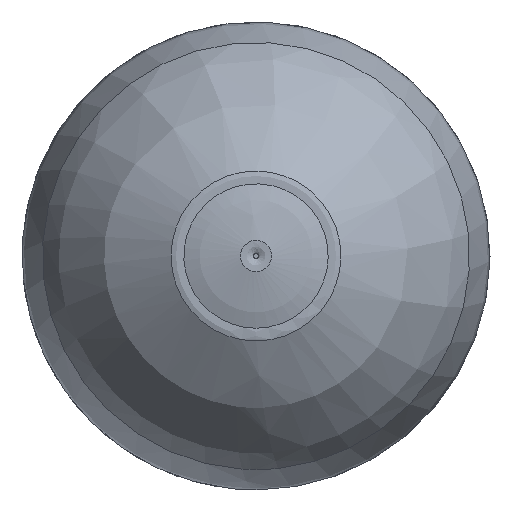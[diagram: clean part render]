
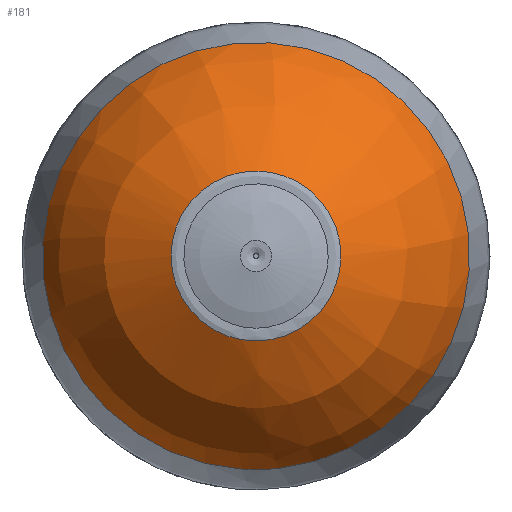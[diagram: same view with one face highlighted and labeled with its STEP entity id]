
A CAD part, left-side view. The second image highlights one B-rep face of the part: STEP entity #181.
In plain terms, the highlighted face is a revolution surface.
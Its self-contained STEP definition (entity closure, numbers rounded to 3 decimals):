
#59=SURFACE_OF_REVOLUTION('',#79,#74);
#74=AXIS1_PLACEMENT('',#624,#495);
#79=(
BOUNDED_CURVE()
B_SPLINE_CURVE(3,(#619,#620,#621,#622,#623),.UNSPECIFIED.,.F.,.F.)
B_SPLINE_CURVE_WITH_KNOTS((4,1,4),(0.,0.75,1.),.UNSPECIFIED.)
CURVE()
GEOMETRIC_REPRESENTATION_ITEM()
RATIONAL_B_SPLINE_CURVE((0.55,0.5,0.483,0.533,
0.55))
REPRESENTATION_ITEM('')
);
#153=FACE_BOUND('',#233,.T.);
#154=FACE_BOUND('',#234,.T.);
#181=ADVANCED_FACE('',(#153,#154),#59,.T.);
#233=EDGE_LOOP('',(#283));
#234=EDGE_LOOP('',(#284));
#283=ORIENTED_EDGE('',*,*,#336,.T.);
#284=ORIENTED_EDGE('',*,*,#323,.T.);
#298=VERTEX_POINT('',#532);
#311=VERTEX_POINT('',#618);
#323=EDGE_CURVE('',#298,#298,#348,.T.);
#336=EDGE_CURVE('',#311,#311,#361,.T.);
#348=CIRCLE('',#385,11.409);
#361=CIRCLE('',#400,4.539);
#385=AXIS2_PLACEMENT_3D('',#531,#447,#448);
#400=AXIS2_PLACEMENT_3D('',#617,#493,#494);
#447=DIRECTION('',(-1.,0.,0.));
#448=DIRECTION('',(0.,0.,-1.));
#493=DIRECTION('',(1.,0.,0.));
#494=DIRECTION('',(0.,0.,-1.));
#495=DIRECTION('',(1.,0.,0.));
#531=CARTESIAN_POINT('',(7.406,0.,0.));
#532=CARTESIAN_POINT('',(7.406,0.,-11.409));
#617=CARTESIAN_POINT('',(0.613,0.,0.));
#618=CARTESIAN_POINT('',(0.613,0.,-4.539));
#619=CARTESIAN_POINT('',(0.613,-4.539,0.008));
#620=CARTESIAN_POINT('',(2.104,-8.177,0.271));
#621=CARTESIAN_POINT('',(6.056,-11.741,0.968));
#622=CARTESIAN_POINT('',(11.318,-12.284,1.896));
#623=CARTESIAN_POINT('',(12.53,-12.226,2.11));
#624=CARTESIAN_POINT('',(26.962,0.,0.));
